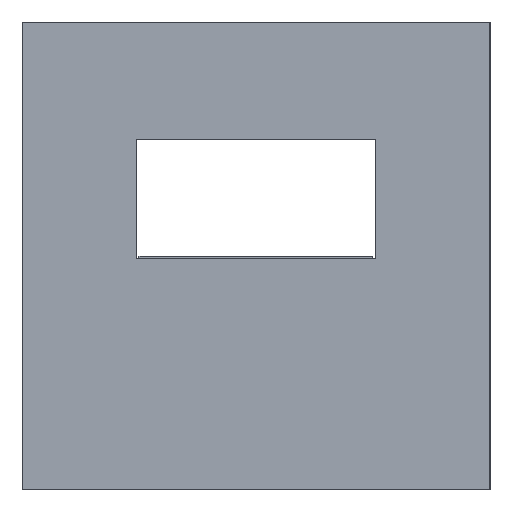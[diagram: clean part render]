
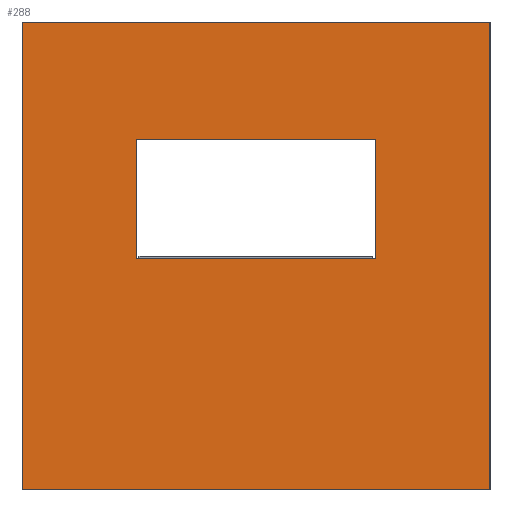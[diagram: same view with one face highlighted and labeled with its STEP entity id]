
A CAD part, left-side view. The second image highlights one B-rep face of the part: STEP entity #288.
In plain terms, the highlighted planar face has unit normal (-1, 0, 0).
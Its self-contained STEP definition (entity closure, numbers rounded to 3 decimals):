
#27=FACE_BOUND('',#51,.T.);
#34=FACE_OUTER_BOUND('',#50,.T.);
#50=EDGE_LOOP('',(#215,#216,#217,#218));
#51=EDGE_LOOP('',(#219,#220,#221,#222));
#65=LINE('',#432,#101);
#69=LINE('',#439,#105);
#72=LINE('',#445,#108);
#74=LINE('',#448,#110);
#78=LINE('',#457,#114);
#79=LINE('',#460,#115);
#80=LINE('',#462,#116);
#81=LINE('',#463,#117);
#101=VECTOR('',#353,10.);
#105=VECTOR('',#359,10.);
#108=VECTOR('',#364,10.);
#110=VECTOR('',#368,10.);
#114=VECTOR('',#374,10.);
#115=VECTOR('',#377,10.);
#116=VECTOR('',#378,10.);
#117=VECTOR('',#379,10.);
#137=VERTEX_POINT('',#429);
#138=VERTEX_POINT('',#431);
#140=VERTEX_POINT('',#437);
#142=VERTEX_POINT('',#443);
#143=VERTEX_POINT('',#450);
#146=VERTEX_POINT('',#455);
#147=VERTEX_POINT('',#459);
#148=VERTEX_POINT('',#461);
#161=EDGE_CURVE('',#138,#137,#65,.T.);
#165=EDGE_CURVE('',#137,#140,#69,.T.);
#168=EDGE_CURVE('',#140,#142,#72,.T.);
#170=EDGE_CURVE('',#142,#138,#74,.T.);
#174=EDGE_CURVE('',#143,#146,#78,.T.);
#175=EDGE_CURVE('',#147,#143,#79,.T.);
#176=EDGE_CURVE('',#148,#146,#80,.T.);
#177=EDGE_CURVE('',#147,#148,#81,.T.);
#215=ORIENTED_EDGE('',*,*,#175,.T.);
#216=ORIENTED_EDGE('',*,*,#174,.T.);
#217=ORIENTED_EDGE('',*,*,#176,.F.);
#218=ORIENTED_EDGE('',*,*,#177,.F.);
#219=ORIENTED_EDGE('',*,*,#161,.T.);
#220=ORIENTED_EDGE('',*,*,#165,.T.);
#221=ORIENTED_EDGE('',*,*,#168,.T.);
#222=ORIENTED_EDGE('',*,*,#170,.T.);
#272=PLANE('',#331);
#288=ADVANCED_FACE('',(#34,#27),#272,.T.);
#331=AXIS2_PLACEMENT_3D('',#458,#375,#376);
#353=DIRECTION('',(0.,1.,0.));
#359=DIRECTION('',(0.,0.,1.));
#364=DIRECTION('',(0.,-1.,0.));
#368=DIRECTION('',(0.,0.,-1.));
#374=DIRECTION('',(0.,0.,1.));
#375=DIRECTION('center_axis',(-1.,0.,0.));
#376=DIRECTION('ref_axis',(0.,-1.,0.));
#377=DIRECTION('',(0.,-1.,0.));
#378=DIRECTION('',(0.,-1.,0.));
#379=DIRECTION('',(0.,0.,1.));
#429=CARTESIAN_POINT('',(-3250.,510.,990.));
#431=CARTESIAN_POINT('',(-3250.,-510.,990.));
#432=CARTESIAN_POINT('',(-3250.,755.,990.));
#437=CARTESIAN_POINT('',(-3250.,510.,1500.));
#439=CARTESIAN_POINT('',(-3250.,510.,750.));
#443=CARTESIAN_POINT('',(-3250.,-510.,1500.));
#445=CARTESIAN_POINT('',(-3250.,245.,1500.));
#448=CARTESIAN_POINT('',(-3250.,-510.,495.));
#450=CARTESIAN_POINT('',(-3250.,-1000.,0.));
#455=CARTESIAN_POINT('',(-3250.,-1000.,2000.));
#457=CARTESIAN_POINT('',(-3250.,-1000.,0.));
#458=CARTESIAN_POINT('Origin',(-3250.,1000.,0.));
#459=CARTESIAN_POINT('',(-3250.,1000.,0.));
#460=CARTESIAN_POINT('',(-3250.,1000.,0.));
#461=CARTESIAN_POINT('',(-3250.,1000.,2000.));
#462=CARTESIAN_POINT('',(-3250.,1000.,2000.));
#463=CARTESIAN_POINT('',(-3250.,1000.,0.));
